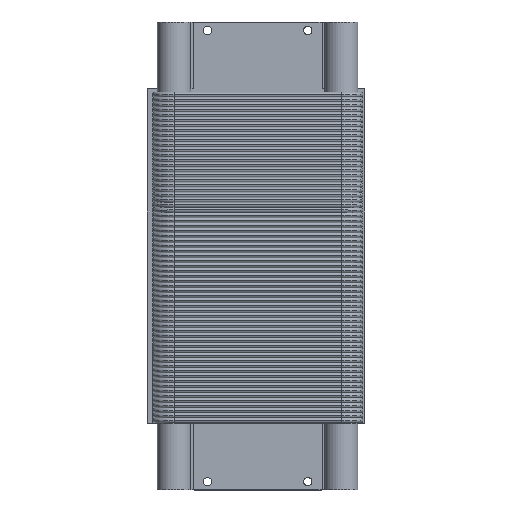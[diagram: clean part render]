
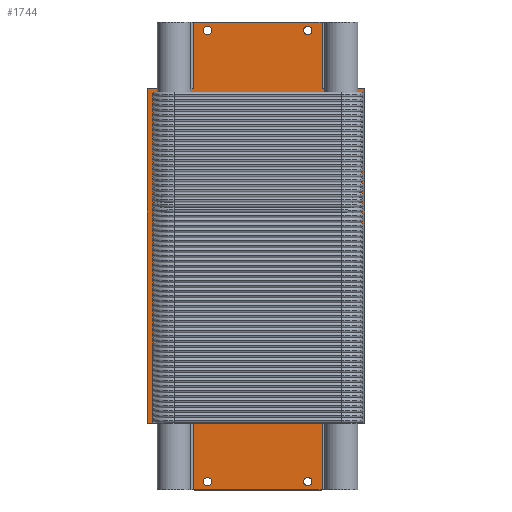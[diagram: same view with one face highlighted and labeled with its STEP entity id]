
A CAD part, top view. The second image highlights one B-rep face of the part: STEP entity #1744.
In plain terms, the highlighted planar face has unit normal (0, 0, 1).
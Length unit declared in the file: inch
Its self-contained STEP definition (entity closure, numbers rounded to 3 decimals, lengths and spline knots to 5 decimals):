
#1744=ADVANCED_FACE('',(#3884,#3885,#3886,#3887,#3888),#3889,.F.);
#3884=FACE_BOUND('',#6908,.T.);
#3885=FACE_BOUND('',#6909,.T.);
#3886=FACE_BOUND('',#6910,.T.);
#3887=FACE_BOUND('',#6911,.T.);
#3888=FACE_OUTER_BOUND('',#6912,.T.);
#3889=PLANE('',#6913);
#6908=EDGE_LOOP('',(#9978,#9979));
#6909=EDGE_LOOP('',(#9980,#9981));
#6910=EDGE_LOOP('',(#9982,#9983));
#6911=EDGE_LOOP('',(#9984,#9985));
#6912=EDGE_LOOP('',(#9986,#9987,#9988,#9989,#9990,#9991,#9992,#9993,#9994,#9995,#9996,#9997,#9998,#9999,#10000,#10001));
#6913=AXIS2_PLACEMENT_3D('',#10002,#10003,#10004);
#9978=ORIENTED_EDGE('',*,*,#16542,.T.);
#9979=ORIENTED_EDGE('',*,*,#16543,.T.);
#9980=ORIENTED_EDGE('',*,*,#16544,.T.);
#9981=ORIENTED_EDGE('',*,*,#16545,.T.);
#9982=ORIENTED_EDGE('',*,*,#16546,.T.);
#9983=ORIENTED_EDGE('',*,*,#16547,.T.);
#9984=ORIENTED_EDGE('',*,*,#16409,.T.);
#9985=ORIENTED_EDGE('',*,*,#16548,.T.);
#9986=ORIENTED_EDGE('',*,*,#16549,.T.);
#9987=ORIENTED_EDGE('',*,*,#16550,.T.);
#9988=ORIENTED_EDGE('',*,*,#16551,.T.);
#9989=ORIENTED_EDGE('',*,*,#16552,.F.);
#9990=ORIENTED_EDGE('',*,*,#16553,.T.);
#9991=ORIENTED_EDGE('',*,*,#16554,.T.);
#9992=ORIENTED_EDGE('',*,*,#16555,.T.);
#9993=ORIENTED_EDGE('',*,*,#16556,.T.);
#9994=ORIENTED_EDGE('',*,*,#16557,.T.);
#9995=ORIENTED_EDGE('',*,*,#16558,.T.);
#9996=ORIENTED_EDGE('',*,*,#16559,.T.);
#9997=ORIENTED_EDGE('',*,*,#16560,.T.);
#9998=ORIENTED_EDGE('',*,*,#16485,.T.);
#9999=ORIENTED_EDGE('',*,*,#16561,.F.);
#10000=ORIENTED_EDGE('',*,*,#16562,.T.);
#10001=ORIENTED_EDGE('',*,*,#16563,.T.);
#10002=CARTESIAN_POINT('',(0.96457,2.75591,-0.25591));
#10003=DIRECTION('',(0.0,0.0,-1.0));
#10004=DIRECTION('',(-1.0,0.0,0.0));
#16409=EDGE_CURVE('',#19248,#19245,#19249,.T.);
#16485=EDGE_CURVE('',#19379,#19377,#19380,.T.);
#16542=EDGE_CURVE('',#19468,#19469,#19470,.T.);
#16543=EDGE_CURVE('',#19469,#19468,#19471,.T.);
#16544=EDGE_CURVE('',#19472,#19473,#19474,.T.);
#16545=EDGE_CURVE('',#19473,#19472,#19475,.T.);
#16546=EDGE_CURVE('',#19476,#19477,#19478,.T.);
#16547=EDGE_CURVE('',#19477,#19476,#19479,.T.);
#16548=EDGE_CURVE('',#19245,#19248,#19480,.T.);
#16549=EDGE_CURVE('',#19481,#19482,#19483,.T.);
#16550=EDGE_CURVE('',#19482,#19484,#19485,.T.);
#16551=EDGE_CURVE('',#19484,#19486,#19487,.T.);
#16552=EDGE_CURVE('',#19488,#19486,#19489,.T.);
#16553=EDGE_CURVE('',#19488,#19490,#19491,.T.);
#16554=EDGE_CURVE('',#19490,#19492,#19493,.T.);
#16555=EDGE_CURVE('',#19492,#19494,#19495,.T.);
#16556=EDGE_CURVE('',#19494,#19496,#19497,.T.);
#16557=EDGE_CURVE('',#19496,#19498,#19499,.T.);
#16558=EDGE_CURVE('',#19498,#19199,#19500,.T.);
#16559=EDGE_CURVE('',#19199,#19501,#19502,.T.);
#16560=EDGE_CURVE('',#19501,#19379,#19503,.T.);
#16561=EDGE_CURVE('',#19504,#19377,#19505,.T.);
#16562=EDGE_CURVE('',#19504,#19172,#19506,.T.);
#16563=EDGE_CURVE('',#19172,#19481,#19507,.T.);
#19172=VERTEX_POINT('',#22708);
#19199=VERTEX_POINT('',#22738);
#19245=VERTEX_POINT('',#22788);
#19248=VERTEX_POINT('',#22792);
#19249=CIRCLE('',#22793,0.04921);
#19377=VERTEX_POINT('',#22941);
#19379=VERTEX_POINT('',#22944);
#19380=LINE('',#22945,#22946);
#19468=VERTEX_POINT('',#23044);
#19469=VERTEX_POINT('',#23045);
#19470=CIRCLE('',#23046,0.04921);
#19471=CIRCLE('',#23047,0.04921);
#19472=VERTEX_POINT('',#23048);
#19473=VERTEX_POINT('',#23049);
#19474=CIRCLE('',#23050,0.04921);
#19475=CIRCLE('',#23051,0.04921);
#19476=VERTEX_POINT('',#23052);
#19477=VERTEX_POINT('',#23053);
#19478=CIRCLE('',#23054,0.04921);
#19479=CIRCLE('',#23055,0.04921);
#19480=CIRCLE('',#23056,0.04921);
#19481=VERTEX_POINT('',#23057);
#19482=VERTEX_POINT('',#23058);
#19483=LINE('',#23059,#23060);
#19484=VERTEX_POINT('',#23061);
#19485=LINE('',#23062,#23063);
#19486=VERTEX_POINT('',#23064);
#19487=LINE('',#23065,#23066);
#19488=VERTEX_POINT('',#23067);
#19489=LINE('',#23068,#23069);
#19490=VERTEX_POINT('',#23070);
#19491=LINE('',#23071,#23072);
#19492=VERTEX_POINT('',#23073);
#19493=LINE('',#23074,#23075);
#19494=VERTEX_POINT('',#23076);
#19495=LINE('',#23077,#23078);
#19496=VERTEX_POINT('',#23079);
#19497=LINE('',#23080,#23081);
#19498=VERTEX_POINT('',#23082);
#19499=LINE('',#23083,#23084);
#19500=LINE('',#23085,#23086);
#19501=VERTEX_POINT('',#23087);
#19502=LINE('',#23088,#23089);
#19503=LINE('',#23090,#23091);
#19504=VERTEX_POINT('',#23092);
#19505=LINE('',#23093,#23094);
#19506=LINE('',#23095,#23096);
#19507=LINE('',#23097,#23098);
#22708=CARTESIAN_POINT('',(0.1981,4.72441,-0.25591));
#22738=CARTESIAN_POINT('',(1.7704,4.72441,-0.25591));
#22788=CARTESIAN_POINT('',(0.3937,0.04921,-0.25591));
#22792=CARTESIAN_POINT('',(0.3937,0.14764,-0.25591));
#22793=AXIS2_PLACEMENT_3D('',#26699,#26700,#26701);
#22941=CARTESIAN_POINT('',(0.22638,5.51181,-0.25591));
#22944=CARTESIAN_POINT('',(1.74213,5.51181,-0.25591));
#22945=CARTESIAN_POINT('',(0.22638,5.51181,-0.25591));
#22946=VECTOR('',#26840,1.0);
#23044=CARTESIAN_POINT('',(1.5748,5.4626,-0.25591));
#23045=CARTESIAN_POINT('',(1.5748,5.36417,-0.25591));
#23046=AXIS2_PLACEMENT_3D('',#26947,#26948,#26949);
#23047=AXIS2_PLACEMENT_3D('',#26950,#26951,#26952);
#23048=CARTESIAN_POINT('',(0.3937,5.4626,-0.25591));
#23049=CARTESIAN_POINT('',(0.3937,5.36417,-0.25591));
#23050=AXIS2_PLACEMENT_3D('',#26953,#26954,#26955);
#23051=AXIS2_PLACEMENT_3D('',#26956,#26957,#26958);
#23052=CARTESIAN_POINT('',(1.5748,0.14764,-0.25591));
#23053=CARTESIAN_POINT('',(1.5748,0.04921,-0.25591));
#23054=AXIS2_PLACEMENT_3D('',#26959,#26960,#26961);
#23055=AXIS2_PLACEMENT_3D('',#26962,#26963,#26964);
#23056=AXIS2_PLACEMENT_3D('',#26965,#26966,#26967);
#23057=CARTESIAN_POINT('',(-0.31496,4.72441,-0.25591));
#23058=CARTESIAN_POINT('',(-0.31496,0.7874,-0.25591));
#23059=CARTESIAN_POINT('',(-0.31496,2.75591,-0.25591));
#23060=VECTOR('',#26968,1.0);
#23061=CARTESIAN_POINT('',(0.1981,0.7874,-0.25591));
#23062=CARTESIAN_POINT('',(0.96457,0.7874,-0.25591));
#23063=VECTOR('',#26969,1.0);
#23064=CARTESIAN_POINT('',(0.22638,0.7874,-0.25591));
#23065=CARTESIAN_POINT('',(0.96457,0.7874,-0.25591));
#23066=VECTOR('',#26970,1.0);
#23067=CARTESIAN_POINT('',(0.22638,0.0,-0.25591));
#23068=CARTESIAN_POINT('',(0.22638,0.0,-0.25591));
#23069=VECTOR('',#26971,1.0);
#23070=CARTESIAN_POINT('',(1.74213,0.0,-0.25591));
#23071=CARTESIAN_POINT('',(0.22638,0.0,-0.25591));
#23072=VECTOR('',#26972,1.0);
#23073=CARTESIAN_POINT('',(1.74213,0.7874,-0.25591));
#23074=CARTESIAN_POINT('',(1.74213,0.0,-0.25591));
#23075=VECTOR('',#26973,1.0);
#23076=CARTESIAN_POINT('',(1.7704,0.7874,-0.25591));
#23077=CARTESIAN_POINT('',(0.96457,0.7874,-0.25591));
#23078=VECTOR('',#26974,1.0);
#23079=CARTESIAN_POINT('',(2.24409,0.7874,-0.25591));
#23080=CARTESIAN_POINT('',(0.96457,0.7874,-0.25591));
#23081=VECTOR('',#26975,1.0);
#23082=CARTESIAN_POINT('',(2.24409,4.72441,-0.25591));
#23083=CARTESIAN_POINT('',(2.24409,2.75591,-0.25591));
#23084=VECTOR('',#26976,1.0);
#23085=CARTESIAN_POINT('',(0.96457,4.72441,-0.25591));
#23086=VECTOR('',#26977,1.0);
#23087=CARTESIAN_POINT('',(1.74213,4.72441,-0.25591));
#23088=CARTESIAN_POINT('',(0.96457,4.72441,-0.25591));
#23089=VECTOR('',#26978,1.0);
#23090=CARTESIAN_POINT('',(1.74213,4.72441,-0.25591));
#23091=VECTOR('',#26979,1.0);
#23092=CARTESIAN_POINT('',(0.22638,4.72441,-0.25591));
#23093=CARTESIAN_POINT('',(0.22638,4.72441,-0.25591));
#23094=VECTOR('',#26980,1.0);
#23095=CARTESIAN_POINT('',(0.96457,4.72441,-0.25591));
#23096=VECTOR('',#26981,1.0);
#23097=CARTESIAN_POINT('',(0.96457,4.72441,-0.25591));
#23098=VECTOR('',#26982,1.0);
#26699=CARTESIAN_POINT('',(0.3937,0.09843,-0.25591));
#26700=DIRECTION('',(0.0,0.0,-1.0));
#26701=DIRECTION('',(0.0,-1.0,0.0));
#26840=DIRECTION('',(-1.0,0.0,-0.0));
#26947=CARTESIAN_POINT('',(1.5748,5.41339,-0.25591));
#26948=DIRECTION('',(0.0,0.0,-1.0));
#26949=DIRECTION('',(0.0,-1.0,0.0));
#26950=CARTESIAN_POINT('',(1.5748,5.41339,-0.25591));
#26951=DIRECTION('',(0.0,0.0,-1.0));
#26952=DIRECTION('',(0.0,-1.0,0.0));
#26953=CARTESIAN_POINT('',(0.3937,5.41339,-0.25591));
#26954=DIRECTION('',(0.0,0.0,-1.0));
#26955=DIRECTION('',(0.0,-1.0,0.0));
#26956=CARTESIAN_POINT('',(0.3937,5.41339,-0.25591));
#26957=DIRECTION('',(0.0,0.0,-1.0));
#26958=DIRECTION('',(0.0,-1.0,0.0));
#26959=CARTESIAN_POINT('',(1.5748,0.09843,-0.25591));
#26960=DIRECTION('',(0.0,0.0,-1.0));
#26961=DIRECTION('',(0.0,-1.0,0.0));
#26962=CARTESIAN_POINT('',(1.5748,0.09843,-0.25591));
#26963=DIRECTION('',(0.0,0.0,-1.0));
#26964=DIRECTION('',(0.0,-1.0,0.0));
#26965=CARTESIAN_POINT('',(0.3937,0.09843,-0.25591));
#26966=DIRECTION('',(0.0,0.0,-1.0));
#26967=DIRECTION('',(0.0,-1.0,0.0));
#26968=DIRECTION('',(0.0,-1.0,-0.0));
#26969=DIRECTION('',(1.0,0.0,0.0));
#26970=DIRECTION('',(1.0,0.0,0.0));
#26971=DIRECTION('',(0.0,1.0,0.0));
#26972=DIRECTION('',(1.0,0.0,0.0));
#26973=DIRECTION('',(0.0,1.0,0.0));
#26974=DIRECTION('',(1.0,0.0,0.0));
#26975=DIRECTION('',(1.0,0.0,0.0));
#26976=DIRECTION('',(0.0,1.0,0.0));
#26977=DIRECTION('',(-1.0,0.0,0.0));
#26978=DIRECTION('',(-1.0,0.0,0.0));
#26979=DIRECTION('',(0.0,1.0,0.0));
#26980=DIRECTION('',(0.0,1.0,0.0));
#26981=DIRECTION('',(-1.0,0.0,0.0));
#26982=DIRECTION('',(-1.0,0.0,0.0));
